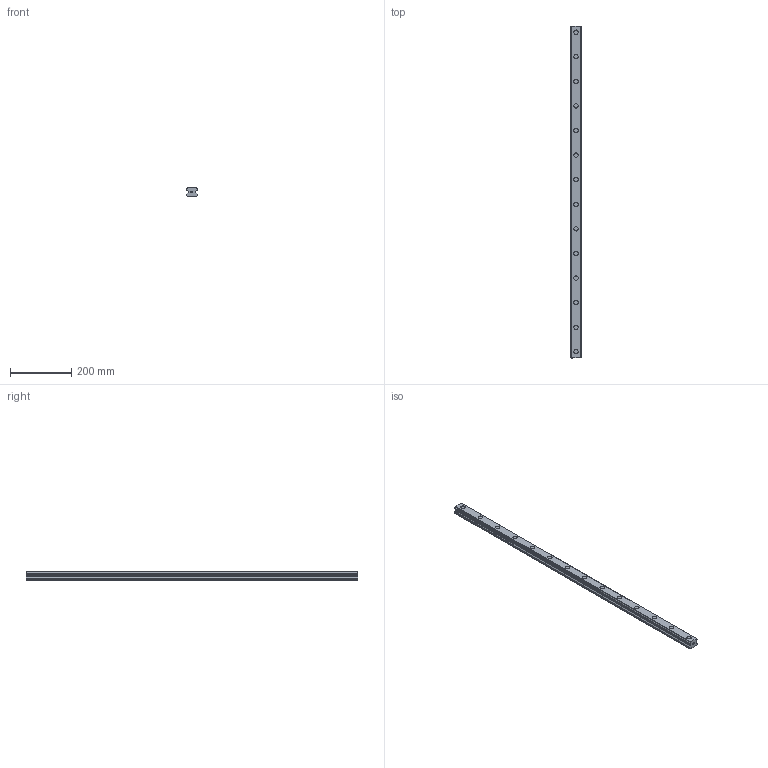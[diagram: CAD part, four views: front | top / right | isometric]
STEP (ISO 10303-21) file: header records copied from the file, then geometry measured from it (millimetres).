
FILE_DESCRIPTION(('STEP AP214'),'1');
FILE_NAME('cctmp_16A4219E-9603-4B9E-9D67-5D934DB645A0_2021_02_12_14_34_53_0436..stp','2021-02-12T13:34:53',('HIWIN GmbH'),('CADClick - www.CADClick.com'),'Spatial InterOp 3D',' ','unknown authorization');
FILE_SCHEMA(('AUTOMOTIVE_DESIGN'));
Length unit declared in the file: millimetre
Products named in the file (1): EGR35R1080C_FILE
Bounding box: 34 x 1080 x 27.5 mm (x, y, z)
Volume: 849087.9 mm3; surface area: 152945.9 mm2
Topology: 1 solids, 1 shells, 233 faces, 555 edges, 370 vertices
Faces by surface type: plane 131, cylinder 102
Entity records: 8681 total; most frequent: DIRECTION 1227, CARTESIAN_POINT 1159, ORIENTED_EDGE 1110, EDGE_CURVE 555, AXIS2_PLACEMENT_3D 438, VERTEX_POINT 370, LINE 351, VECTOR 351
